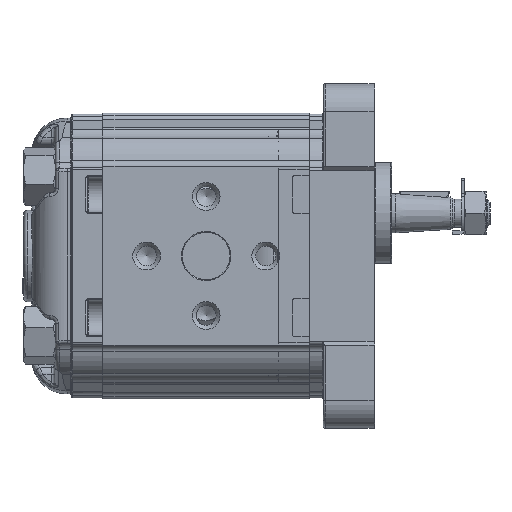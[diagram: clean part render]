
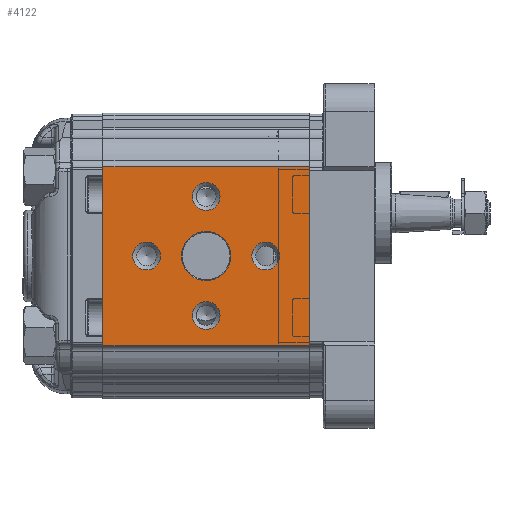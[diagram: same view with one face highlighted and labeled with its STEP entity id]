
A CAD part, left-side view. The second image highlights one B-rep face of the part: STEP entity #4122.
In plain terms, the highlighted planar face has unit normal (-1, 0, 0).
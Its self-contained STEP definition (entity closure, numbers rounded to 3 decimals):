
#4122 = ADVANCED_FACE( '', ( #9430, #9431, #9432, #9433, #9434, #9435 ), #9436, .T. );
#9430 = FACE_BOUND( '', #17532, .T. );
#9431 = FACE_BOUND( '', #17533, .T. );
#9432 = FACE_BOUND( '', #17534, .T. );
#9433 = FACE_BOUND( '', #17535, .T. );
#9434 = FACE_BOUND( '', #17536, .T. );
#9435 = FACE_OUTER_BOUND( '', #17537, .T. );
#9436 = PLANE( '', #17538 );
#17532 = EDGE_LOOP( '', ( #31449 ) );
#17533 = EDGE_LOOP( '', ( #31450 ) );
#17534 = EDGE_LOOP( '', ( #31451 ) );
#17535 = EDGE_LOOP( '', ( #31452 ) );
#17536 = EDGE_LOOP( '', ( #31453 ) );
#17537 = EDGE_LOOP( '', ( #31454, #31455, #31456, #31457 ) );
#17538 = AXIS2_PLACEMENT_3D( '', #31458, #31459, #31460 );
#31449 = ORIENTED_EDGE( '', *, *, #44840, .T. );
#31450 = ORIENTED_EDGE( '', *, *, #44321, .T. );
#31451 = ORIENTED_EDGE( '', *, *, #44841, .T. );
#31452 = ORIENTED_EDGE( '', *, *, #44842, .T. );
#31453 = ORIENTED_EDGE( '', *, *, #42157, .T. );
#31454 = ORIENTED_EDGE( '', *, *, #43957, .T. );
#31455 = ORIENTED_EDGE( '', *, *, #44075, .T. );
#31456 = ORIENTED_EDGE( '', *, *, #42279, .T. );
#31457 = ORIENTED_EDGE( '', *, *, #40221, .F. );
#31458 = CARTESIAN_POINT( '', ( -33., 128.714, 48.138 ) );
#31459 = DIRECTION( '', ( -1., 0., 0. ) );
#31460 = DIRECTION( '', ( 0., 0., 1. ) );
#40221 = EDGE_CURVE( '', #47456, #47458, #47459, .T. );
#42157 = EDGE_CURVE( '', #50755, #50755, #50756, .F. );
#42279 = EDGE_CURVE( '', #50945, #47458, #50946, .F. );
#43957 = EDGE_CURVE( '', #47456, #53443, #53444, .T. );
#44075 = EDGE_CURVE( '', #53443, #50945, #53613, .T. );
#44321 = EDGE_CURVE( '', #53930, #53930, #53931, .F. );
#44840 = EDGE_CURVE( '', #54649, #54649, #54650, .F. );
#44841 = EDGE_CURVE( '', #54651, #54651, #54652, .F. );
#44842 = EDGE_CURVE( '', #54653, #54653, #54654, .F. );
#47456 = VERTEX_POINT( '', #58075 );
#47458 = VERTEX_POINT( '', #58077 );
#47459 = LINE( '', #58078, #58079 );
#50755 = VERTEX_POINT( '', #64506 );
#50756 = CIRCLE( '', #64507, 6.2 );
#50945 = VERTEX_POINT( '', #64990 );
#50946 = LINE( '', #64991, #64992 );
#53443 = VERTEX_POINT( '', #69963 );
#53444 = LINE( '', #69964, #69965 );
#53613 = LINE( '', #70212, #70213 );
#53930 = VERTEX_POINT( '', #70758 );
#53931 = CIRCLE( '', #70759, 3.5 );
#54649 = VERTEX_POINT( '', #72229 );
#54650 = CIRCLE( '', #72230, 3.5 );
#54651 = VERTEX_POINT( '', #72231 );
#54652 = CIRCLE( '', #72232, 3.5 );
#54653 = VERTEX_POINT( '', #72233 );
#54654 = CIRCLE( '', #72234, 3.5 );
#58075 = CARTESIAN_POINT( '', ( -33., 52., -22.5 ) );
#58077 = CARTESIAN_POINT( '', ( -33., 52., 22.5 ) );
#58078 = CARTESIAN_POINT( '', ( -33., 52., -21.711 ) );
#58079 = VECTOR( '', #77110, 1000. );
#64506 = CARTESIAN_POINT( '', ( -33., 26., 6.2 ) );
#64507 = AXIS2_PLACEMENT_3D( '', #79569, #79570, #79571 );
#64990 = CARTESIAN_POINT( '', ( -33., 0., 22.5 ) );
#64991 = CARTESIAN_POINT( '', ( -33., 52., 22.5 ) );
#64992 = VECTOR( '', #79685, 1000. );
#69963 = CARTESIAN_POINT( '', ( -33., 0., -22.5 ) );
#69964 = CARTESIAN_POINT( '', ( -33., 52., -22.5 ) );
#69965 = VECTOR( '', #81612, 1000. );
#70212 = CARTESIAN_POINT( '', ( -33., 0., -21.711 ) );
#70213 = VECTOR( '', #81783, 1000. );
#70758 = CARTESIAN_POINT( '', ( -33., 11., 3.5 ) );
#70759 = AXIS2_PLACEMENT_3D( '', #82089, #82090, #82091 );
#72229 = CARTESIAN_POINT( '', ( -33., 26., -11.5 ) );
#72230 = AXIS2_PLACEMENT_3D( '', #82672, #82673, #82674 );
#72231 = CARTESIAN_POINT( '', ( -33., 26., 18.5 ) );
#72232 = AXIS2_PLACEMENT_3D( '', #82675, #82676, #82677 );
#72233 = CARTESIAN_POINT( '', ( -33., 41., 3.5 ) );
#72234 = AXIS2_PLACEMENT_3D( '', #82678, #82679, #82680 );
#77110 = DIRECTION( '', ( 0., 0., 1. ) );
#79569 = CARTESIAN_POINT( '', ( -33., 26., 0. ) );
#79570 = DIRECTION( '', ( -1., 0., 0. ) );
#79571 = DIRECTION( '', ( 0., 0., 1. ) );
#79685 = DIRECTION( '', ( 0., -1., 0. ) );
#81612 = DIRECTION( '', ( 0., -1., 0. ) );
#81783 = DIRECTION( '', ( 0., 0., 1. ) );
#82089 = CARTESIAN_POINT( '', ( -33., 11., 0. ) );
#82090 = DIRECTION( '', ( -1., 0., 0. ) );
#82091 = DIRECTION( '', ( 0., 0., 1. ) );
#82672 = CARTESIAN_POINT( '', ( -33., 26., -15. ) );
#82673 = DIRECTION( '', ( -1., 0., 0. ) );
#82674 = DIRECTION( '', ( 0., 0., 1. ) );
#82675 = CARTESIAN_POINT( '', ( -33., 26., 15. ) );
#82676 = DIRECTION( '', ( -1., 0., 0. ) );
#82677 = DIRECTION( '', ( 0., 0., 1. ) );
#82678 = CARTESIAN_POINT( '', ( -33., 41., 0. ) );
#82679 = DIRECTION( '', ( -1., 0., 0. ) );
#82680 = DIRECTION( '', ( 0., 0., 1. ) );
